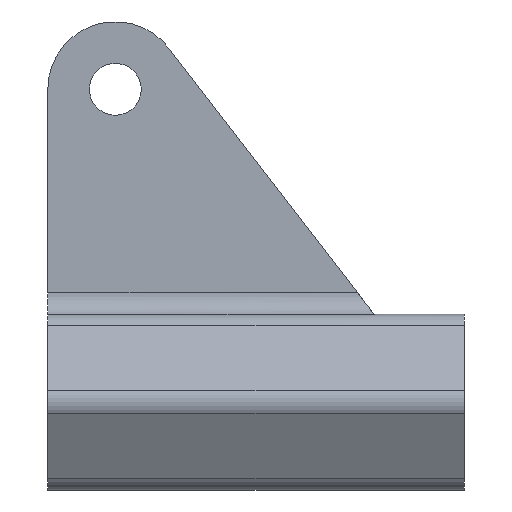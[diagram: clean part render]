
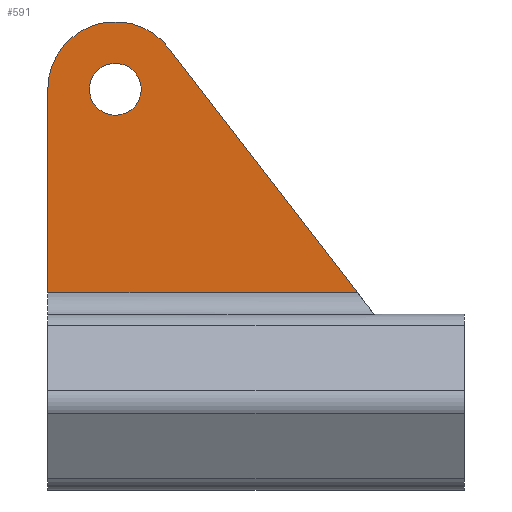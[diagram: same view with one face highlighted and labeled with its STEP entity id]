
A CAD part, left-side view. The second image highlights one B-rep face of the part: STEP entity #591.
In plain terms, the highlighted planar face has unit normal (-1, 0, 0).
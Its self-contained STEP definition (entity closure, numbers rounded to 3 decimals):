
#5 = VECTOR ( 'NONE', #198, 1000. ) ;
#7 = EDGE_CURVE ( 'NONE', #367, #781, #645, .T. ) ;
#25 = AXIS2_PLACEMENT_3D ( 'NONE', #384, #621, #691 ) ;
#82 = EDGE_CURVE ( 'NONE', #825, #167, #307, .T. ) ;
#85 = ORIENTED_EDGE ( 'NONE', *, *, #7, .F. ) ;
#86 = PLANE ( 'NONE',  #25 ) ;
#94 = EDGE_CURVE ( 'NONE', #167, #288, #298, .T. ) ;
#96 = FACE_OUTER_BOUND ( 'NONE', #514, .T. ) ;
#133 = AXIS2_PLACEMENT_3D ( 'NONE', #891, #143, #509 ) ;
#143 = DIRECTION ( 'NONE',  ( -1., 0., 0. ) ) ;
#152 = DIRECTION ( 'NONE',  ( 0., -1., 0. ) ) ;
#167 = VERTEX_POINT ( 'NONE', #308 ) ;
#174 = CARTESIAN_POINT ( 'NONE',  ( -12.15, 11.5, 68.2 ) ) ;
#178 = VECTOR ( 'NONE', #683, 1000. ) ;
#198 = DIRECTION ( 'NONE',  ( 0., 0.611, 0.792 ) ) ;
#203 = CARTESIAN_POINT ( 'NONE',  ( -12.15, 9.124, 70.032 ) ) ;
#229 = CARTESIAN_POINT ( 'NONE',  ( -12.15, 11.5, 59.154 ) ) ;
#249 = EDGE_CURVE ( 'NONE', #781, #367, #431, .T. ) ;
#281 = LINE ( 'NONE', #963, #5 ) ;
#288 = VERTEX_POINT ( 'NONE', #352 ) ;
#298 = LINE ( 'NONE', #375, #178 ) ;
#307 = CIRCLE ( 'NONE', #358, 3. ) ;
#308 = CARTESIAN_POINT ( 'NONE',  ( -12.15, 14.5, 68.2 ) ) ;
#315 = LINE ( 'NONE', #229, #626 ) ;
#352 = CARTESIAN_POINT ( 'NONE',  ( -12.15, 14.5, 59.154 ) ) ;
#353 = ORIENTED_EDGE ( 'NONE', *, *, #357, .T. ) ;
#357 = EDGE_CURVE ( 'NONE', #705, #825, #281, .T. ) ;
#358 = AXIS2_PLACEMENT_3D ( 'NONE', #759, #365, #670 ) ;
#365 = DIRECTION ( 'NONE',  ( -1., 0., 0. ) ) ;
#367 = VERTEX_POINT ( 'NONE', #369 ) ;
#369 = CARTESIAN_POINT ( 'NONE',  ( -12.15, 10.35, 68.2 ) ) ;
#375 = CARTESIAN_POINT ( 'NONE',  ( -12.15, 14.5, 58.2 ) ) ;
#384 = CARTESIAN_POINT ( 'NONE',  ( -12.15, 11.5, 68.2 ) ) ;
#414 = DIRECTION ( 'NONE',  ( 0., -1., 0. ) ) ;
#431 = CIRCLE ( 'NONE', #895, 1.15 ) ;
#492 = EDGE_LOOP ( 'NONE', ( #864, #85 ) ) ;
#509 = DIRECTION ( 'NONE',  ( 0., -1., 0. ) ) ;
#510 = CARTESIAN_POINT ( 'NONE',  ( -12.15, 12.65, 68.2 ) ) ;
#514 = EDGE_LOOP ( 'NONE', ( #554, #596, #353, #956 ) ) ;
#554 = ORIENTED_EDGE ( 'NONE', *, *, #94, .T. ) ;
#565 = CARTESIAN_POINT ( 'NONE',  ( -12.15, 0.736, 59.154 ) ) ;
#582 = EDGE_CURVE ( 'NONE', #288, #705, #315, .T. ) ;
#591 = ADVANCED_FACE ( 'NONE', ( #96, #767 ), #86, .T. ) ;
#596 = ORIENTED_EDGE ( 'NONE', *, *, #582, .T. ) ;
#621 = DIRECTION ( 'NONE',  ( -1., 0., 0. ) ) ;
#626 = VECTOR ( 'NONE', #152, 1000. ) ;
#645 = CIRCLE ( 'NONE', #133, 1.15 ) ;
#670 = DIRECTION ( 'NONE',  ( 0., -1., 0. ) ) ;
#683 = DIRECTION ( 'NONE',  ( 0., 0., -1. ) ) ;
#691 = DIRECTION ( 'NONE',  ( 0., -1., 0. ) ) ;
#705 = VERTEX_POINT ( 'NONE', #565 ) ;
#759 = CARTESIAN_POINT ( 'NONE',  ( -12.15, 11.5, 68.2 ) ) ;
#767 = FACE_BOUND ( 'NONE', #492, .T. ) ;
#781 = VERTEX_POINT ( 'NONE', #510 ) ;
#802 = DIRECTION ( 'NONE',  ( -1., 0., 0. ) ) ;
#825 = VERTEX_POINT ( 'NONE', #203 ) ;
#864 = ORIENTED_EDGE ( 'NONE', *, *, #249, .F. ) ;
#891 = CARTESIAN_POINT ( 'NONE',  ( -12.15, 11.5, 68.2 ) ) ;
#895 = AXIS2_PLACEMENT_3D ( 'NONE', #174, #802, #414 ) ;
#956 = ORIENTED_EDGE ( 'NONE', *, *, #82, .T. ) ;
#963 = CARTESIAN_POINT ( 'NONE',  ( -12.15, 9.124, 70.032 ) ) ;
